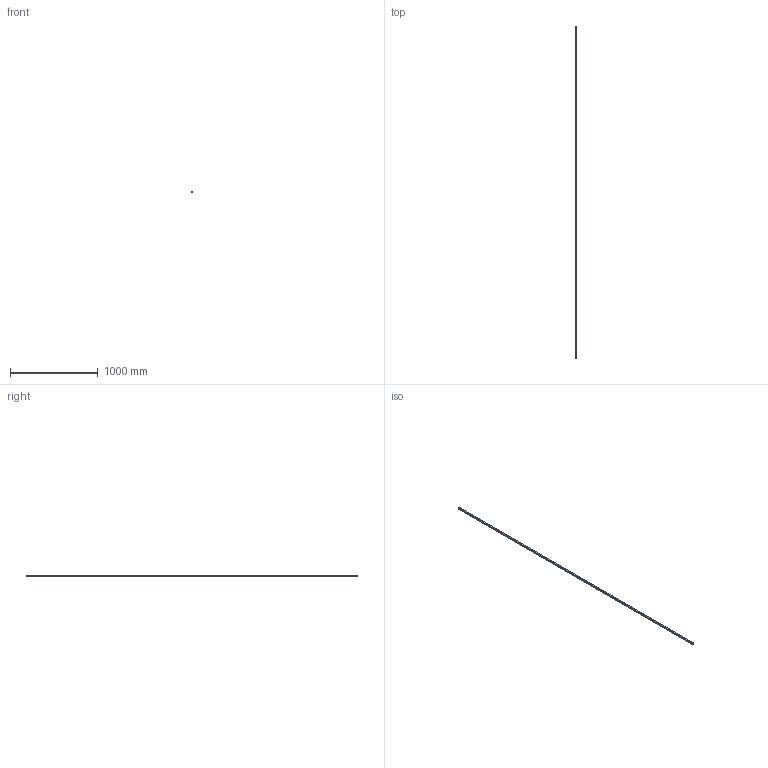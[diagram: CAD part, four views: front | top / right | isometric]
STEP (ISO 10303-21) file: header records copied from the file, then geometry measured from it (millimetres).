
FILE_DESCRIPTION(('STEP AP214'),'1');
FILE_NAME('cctmp_8FB052C6-41FC-4F68-ACA3-D5C17E82B9C0_2021_02_09_11_55_36_0831..stp','2021-02-09T10:55:37',('HIWIN GmbH'),('CADClick - www.CADClick.com'),'Spatial InterOp 3D',' ','unknown authorization');
FILE_SCHEMA(('AUTOMOTIVE_DESIGN'));
Length unit declared in the file: millimetre
Products named in the file (1): EGR20R3790C_FILE
Bounding box: 20 x 3790 x 15.5 mm (x, y, z)
Volume: 1017177.1 mm3; surface area: 302821.6 mm2
Topology: 1 solids, 1 shells, 859 faces, 1929 edges, 1202 vertices
Faces by surface type: plane 463, cylinder 396
Entity records: 30987 total; most frequent: DIRECTION 4693, CARTESIAN_POINT 3991, ORIENTED_EDGE 3858, EDGE_CURVE 1929, AXIS2_PLACEMENT_3D 1904, VERTEX_POINT 1202, EDGE_LOOP 989, LINE 885
